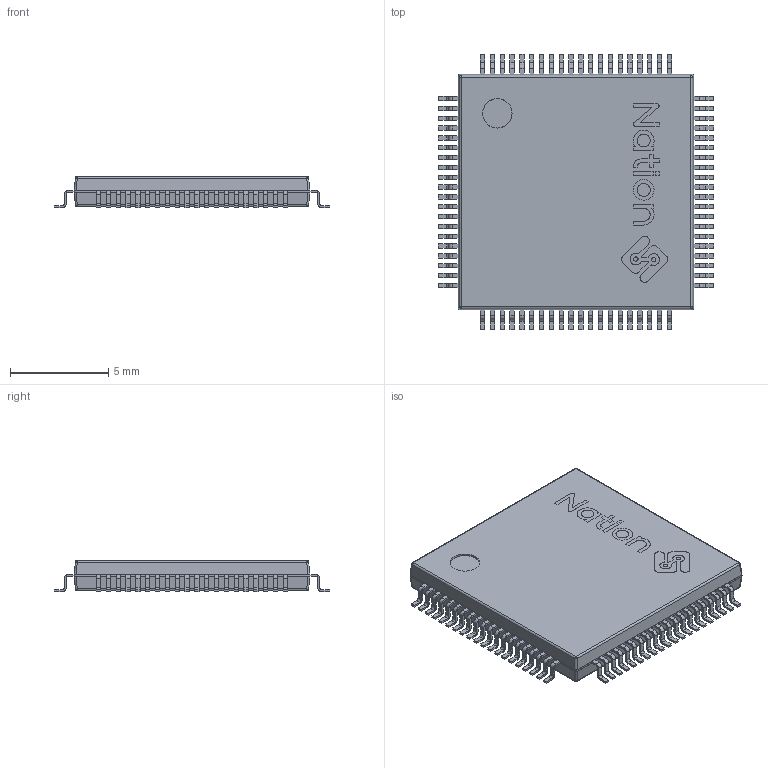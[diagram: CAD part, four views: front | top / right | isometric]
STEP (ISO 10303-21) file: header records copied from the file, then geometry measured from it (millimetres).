
FILE_DESCRIPTION (( 'STEP AP214' ), '1' );
FILE_NAME ('LQFP80-12x12.STEP', '2021-04-17T14:55:42', ( '' ), ( '' ), 'SwSTEP 2.0', 'SolidWorks 2015', '' );
FILE_SCHEMA (( 'AUTOMOTIVE_DESIGN' ));
Length unit declared in the file: millimetre
Products named in the file (8): Body_2; Open_CASCADE_STEP_translator_6.8_23.1; 3; Open_CASCADE_STEP_translator_6.8_23.2.1; 880031504; LQFP80-12x12; Leader_3; Leader_3_2
Assembly tree (85 placements, depth 4):
  LQFP80-12x12
    880031504
      Open_CASCADE_STEP_translator_6.8_23.1
      Body_2
        Open_CASCADE_STEP_translator_6.8_23.2.1
      Leader_3  x40
      Leader_3_2  x40
    3
Bounding box: 14 x 14 x 1.6 mm (x, y, z)
Volume: 223.1 mm3; surface area: 452.2 mm2
Topology: 92 solids, 93 shells, 1321 faces, 3351 edges, 2216 vertices
Faces by surface type: plane 896, cylinder 350, bspline 75
Entity records: 9770 total; most frequent: CARTESIAN_POINT 3086, ORIENTED_EDGE 1084, DIRECTION 925, EDGE_CURVE 543, VECTOR 347, LINE 347, VERTEX_POINT 344, AXIS2_PLACEMENT_3D 289
